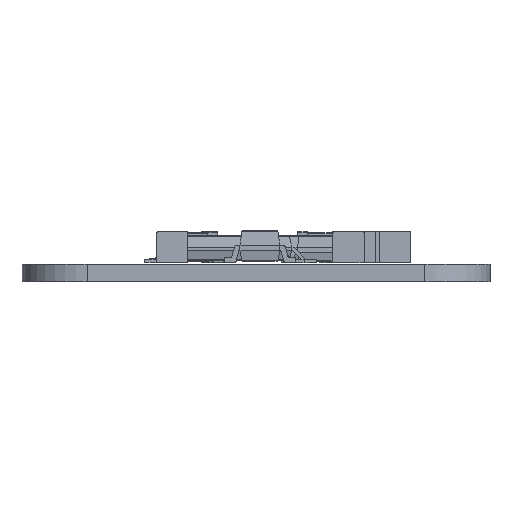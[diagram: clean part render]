
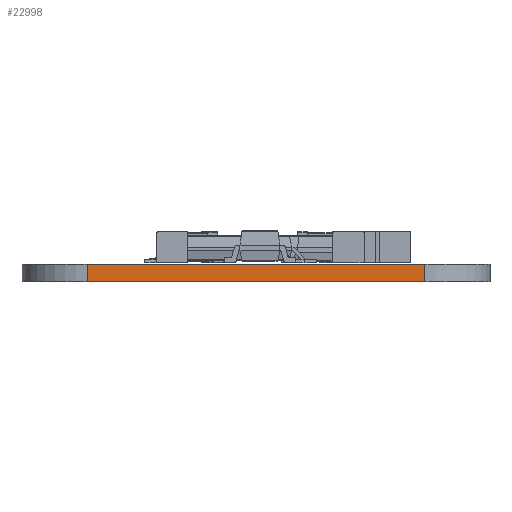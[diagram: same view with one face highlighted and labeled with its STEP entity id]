
A CAD part, front view. The second image highlights one B-rep face of the part: STEP entity #22998.
In plain terms, the highlighted planar face has unit normal (0, -1, 0).
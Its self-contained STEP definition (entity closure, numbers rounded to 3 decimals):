
#22146 = VERTEX_POINT('',#22147);
#22147 = CARTESIAN_POINT('',(0.836,-40.714,0.));
#22154 = EDGE_CURVE('',#22155,#22146,#22157,.T.);
#22155 = VERTEX_POINT('',#22156);
#22156 = CARTESIAN_POINT('',(14.404,-40.714,0.));
#22157 = LINE('',#22158,#22159);
#22158 = CARTESIAN_POINT('',(14.404,-40.714,0.));
#22159 = VECTOR('',#22160,1.);
#22160 = DIRECTION('',(-1.,0.,0.));
#22567 = VERTEX_POINT('',#22568);
#22568 = CARTESIAN_POINT('',(0.836,-40.714,0.7));
#22575 = EDGE_CURVE('',#22576,#22567,#22578,.T.);
#22576 = VERTEX_POINT('',#22577);
#22577 = CARTESIAN_POINT('',(14.404,-40.714,0.7));
#22578 = LINE('',#22579,#22580);
#22579 = CARTESIAN_POINT('',(14.404,-40.714,0.7));
#22580 = VECTOR('',#22581,1.);
#22581 = DIRECTION('',(-1.,0.,0.));
#22970 = EDGE_CURVE('',#22155,#22576,#22971,.T.);
#22971 = LINE('',#22972,#22973);
#22972 = CARTESIAN_POINT('',(14.404,-40.714,0.));
#22973 = VECTOR('',#22974,1.);
#22974 = DIRECTION('',(0.,0.,1.));
#22998 = ADVANCED_FACE('',(#22999),#23010,.T.);
#22999 = FACE_BOUND('',#23000,.T.);
#23000 = EDGE_LOOP('',(#23001,#23002,#23003,#23009));
#23001 = ORIENTED_EDGE('',*,*,#22970,.T.);
#23002 = ORIENTED_EDGE('',*,*,#22575,.T.);
#23003 = ORIENTED_EDGE('',*,*,#23004,.F.);
#23004 = EDGE_CURVE('',#22146,#22567,#23005,.T.);
#23005 = LINE('',#23006,#23007);
#23006 = CARTESIAN_POINT('',(0.836,-40.714,0.));
#23007 = VECTOR('',#23008,1.);
#23008 = DIRECTION('',(0.,0.,1.));
#23009 = ORIENTED_EDGE('',*,*,#22154,.F.);
#23010 = PLANE('',#23011);
#23011 = AXIS2_PLACEMENT_3D('',#23012,#23013,#23014);
#23012 = CARTESIAN_POINT('',(14.404,-40.714,0.));
#23013 = DIRECTION('',(0.,-1.,0.));
#23014 = DIRECTION('',(-1.,0.,0.));
